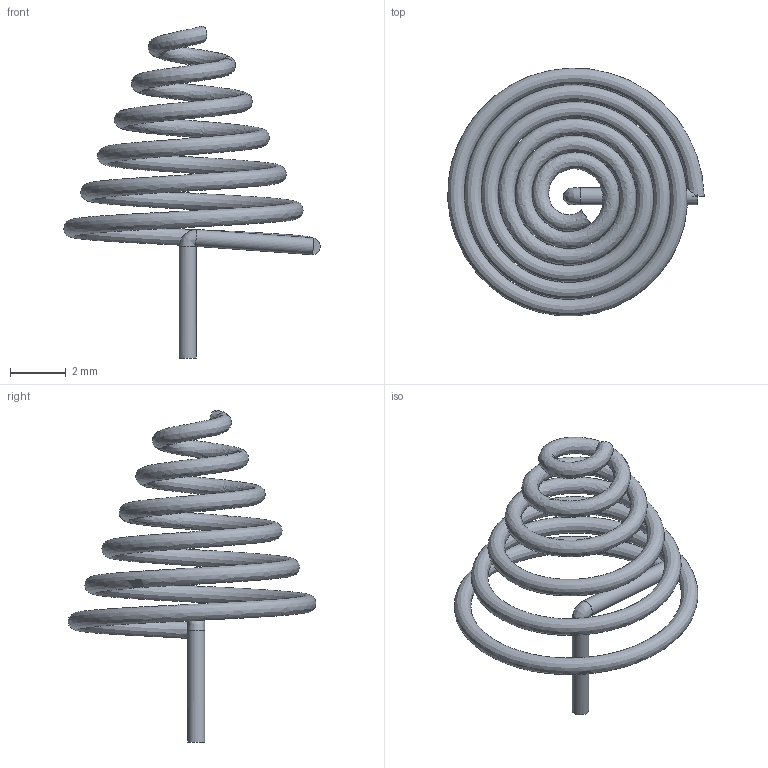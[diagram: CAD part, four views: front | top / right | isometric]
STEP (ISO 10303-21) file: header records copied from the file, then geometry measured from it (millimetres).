
FILE_DESCRIPTION(/* description */ (''),/* implementation_level */ '2;1');
FILE_NAME(/* name */ 'Untitled.step',/* time_stamp */ '2021-04-21T16:00:33-07:00',/* author */ (''),/* organization */ (''),/* preprocessor_version */ 'ST-DEVELOPER v18.1',/* originating_system */ 'Autodesk Translation Framework v10.6.0.1341',/* authorisation */ '');
FILE_SCHEMA (('AUTOMOTIVE_DESIGN { 1 0 10303 214 3 1 1 }'));
Length unit declared in the file: millimetre
Products named in the file (1): (Unsaved)
Bounding box: 9.19 x 8.88 x 11.9 mm (x, y, z)
Volume: 28.9 mm3; surface area: 203.2 mm2
Topology: 2 solids, 3 shells, 14 faces, 28 edges, 15 vertices
Faces by surface type: plane 7, bspline 4, cylinder 3
Full cylindrical faces by diameter (mm): 0.6 x2
Entity records: 1103 total; most frequent: CARTESIAN_POINT 801, ORIENTED_EDGE 60, DIRECTION 54, EDGE_CURVE 26, AXIS2_PLACEMENT_3D 25, VERTEX_POINT 15, FACE_OUTER_BOUND 14, EDGE_LOOP 14
